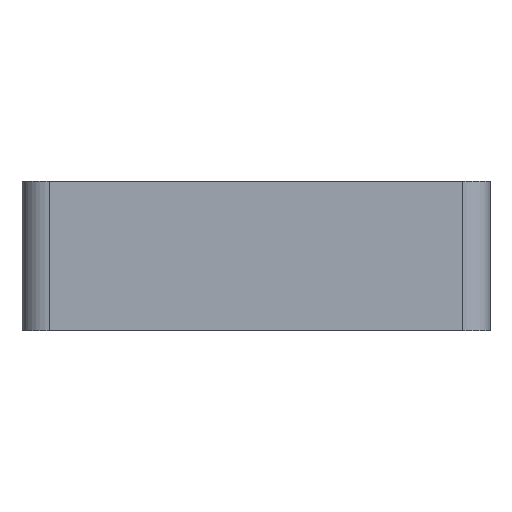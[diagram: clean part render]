
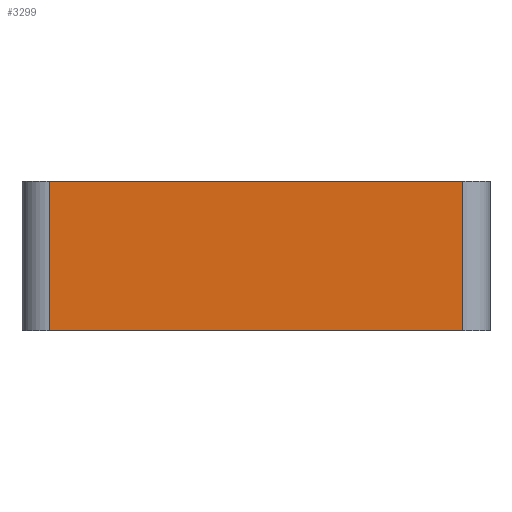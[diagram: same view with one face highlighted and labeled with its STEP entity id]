
A CAD part, front view. The second image highlights one B-rep face of the part: STEP entity #3299.
In plain terms, the highlighted planar face has unit normal (0, -1, 0).
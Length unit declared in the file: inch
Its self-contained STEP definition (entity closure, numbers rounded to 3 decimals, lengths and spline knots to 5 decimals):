
#149=PLANE('',#3654);
#343=FACE_OUTER_BOUND('',#559,.T.);
#559=EDGE_LOOP('',(#3009,#3010,#3011,#3012));
#750=LINE('',#5482,#1040);
#887=LINE('',#6002,#1177);
#891=LINE('',#6014,#1181);
#892=LINE('',#6015,#1182);
#1040=VECTOR('',#4117,0.3937);
#1177=VECTOR('',#4590,0.3937);
#1181=VECTOR('',#4606,0.3937);
#1182=VECTOR('',#4607,0.3937);
#1473=VERTEX_POINT('',#5479);
#1474=VERTEX_POINT('',#5481);
#1617=VERTEX_POINT('',#6001);
#1619=VERTEX_POINT('',#6013);
#1857=EDGE_CURVE('',#1473,#1474,#750,.T.);
#2082=EDGE_CURVE('',#1617,#1474,#887,.T.);
#2088=EDGE_CURVE('',#1473,#1619,#891,.T.);
#2089=EDGE_CURVE('',#1619,#1617,#892,.T.);
#3009=ORIENTED_EDGE('',*,*,#2088,.T.);
#3010=ORIENTED_EDGE('',*,*,#2089,.T.);
#3011=ORIENTED_EDGE('',*,*,#2082,.T.);
#3012=ORIENTED_EDGE('',*,*,#1857,.F.);
#3299=ADVANCED_FACE('',(#343),#149,.T.);
#3654=AXIS2_PLACEMENT_3D('',#6012,#4604,#4605);
#4117=DIRECTION('',(-1.,0.,0.));
#4590=DIRECTION('',(0.,0.,-1.));
#4604=DIRECTION('center_axis',(0.,-1.,0.));
#4605=DIRECTION('ref_axis',(-1.,0.,0.));
#4606=DIRECTION('',(0.,0.,1.));
#4607=DIRECTION('',(-1.,0.,0.));
#5479=CARTESIAN_POINT('',(2.82382,-4.8622,-2.04331));
#5481=CARTESIAN_POINT('',(-2.82382,-4.8622,-2.04331));
#5482=CARTESIAN_POINT('',(2.82382,-4.8622,-2.04331));
#6001=CARTESIAN_POINT('',(-2.82382,-4.8622,0.));
#6002=CARTESIAN_POINT('',(-2.82382,-4.8622,-0.04331));
#6012=CARTESIAN_POINT('Origin',(2.82382,-4.8622,0.));
#6013=CARTESIAN_POINT('',(2.82382,-4.8622,0.));
#6014=CARTESIAN_POINT('',(2.82382,-4.8622,0.));
#6015=CARTESIAN_POINT('',(1.41191,-4.8622,0.));
